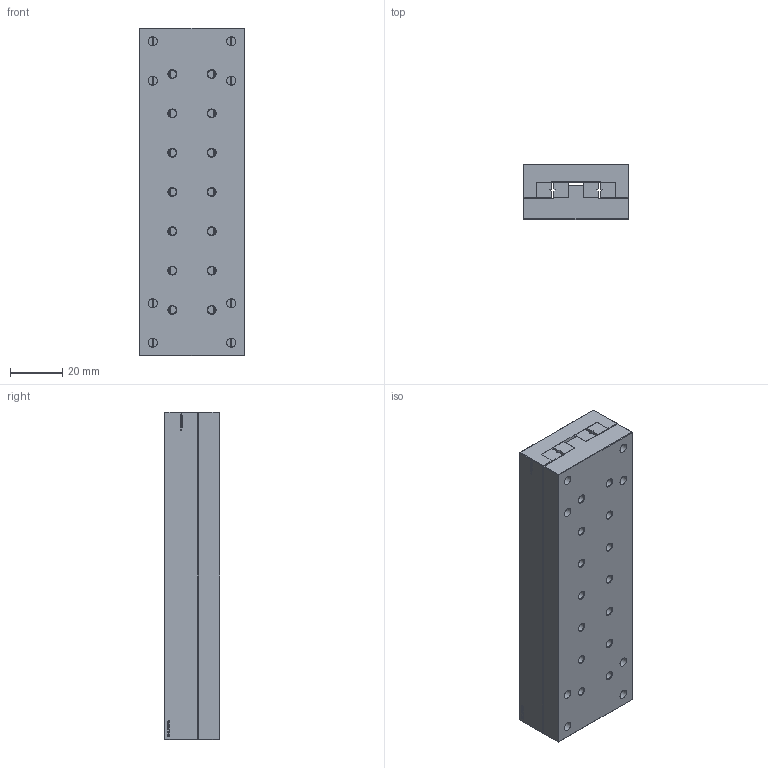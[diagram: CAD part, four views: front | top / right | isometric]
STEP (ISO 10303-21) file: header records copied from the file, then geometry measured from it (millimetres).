
FILE_DESCRIPTION(('FreeCAD Model'),'2;1');
FILE_NAME('NKL 2-125.step', '2020-04-21T20:27:24',('Author'),(''), 'Open CASCADE STEP processor 6.8','FreeCAD','Unknown');
FILE_SCHEMA(('AUTOMOTIVE_DESIGN_CC2 { 1 2 10303 214 -1 1 5 4 }'));
Length unit declared in the file: millimetre
Products named in the file (3): ASSEMBLY; OT; UT
Assembly tree (2 placements, depth 2):
  ASSEMBLY
    OT
    UT
Bounding box: 40 x 21 x 125 mm (x, y, z)
Volume: 99444.4 mm3; surface area: 43287.8 mm2
Topology: 6 solids, 6 shells, 795 faces, 2184 edges, 1432 vertices
Faces by surface type: extrusion 386, plane 337, cylinder 44, cone 28
Full cylindrical faces by diameter (mm): 3 x28, 3.5 x8, 4.5 x8
Entity records: 54186 total; most frequent: CARTESIAN_POINT 12835, DIRECTION 6308, VECTOR 5014, LINE 4628, ORIENTED_EDGE 4368, PCURVE 4368, DEFINITIONAL_REPRESENTATION 4368, EDGE_CURVE 2184
